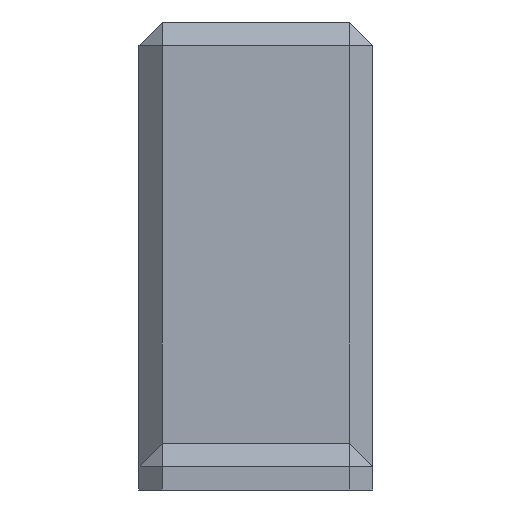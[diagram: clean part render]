
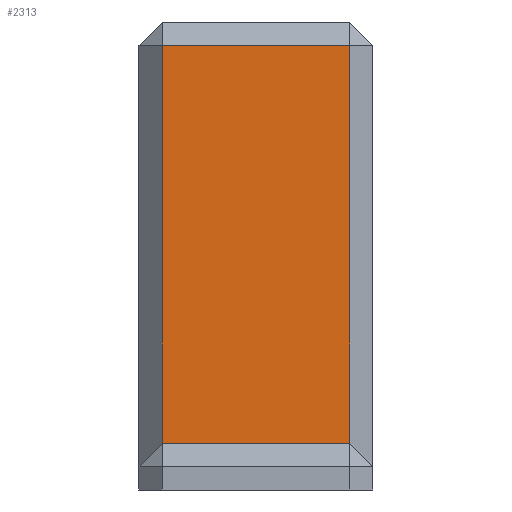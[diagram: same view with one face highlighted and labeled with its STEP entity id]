
A CAD part, left-side view. The second image highlights one B-rep face of the part: STEP entity #2313.
In plain terms, the highlighted planar face has unit normal (-1, 0, 0).
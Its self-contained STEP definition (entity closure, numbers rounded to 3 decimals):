
#674 = PLANE('',#675);
#675 = AXIS2_PLACEMENT_3D('',#676,#677,#678);
#676 = CARTESIAN_POINT('',(59.5,8.,2.));
#677 = DIRECTION('',(0.,0.,1.));
#678 = DIRECTION('',(1.,0.,0.));
#735 = PLANE('',#736);
#736 = AXIS2_PLACEMENT_3D('',#737,#738,#739);
#737 = CARTESIAN_POINT('',(66.5,17.5,2.));
#738 = DIRECTION('',(0.707,-0.707,0.));
#739 = DIRECTION('',(0.,0.,1.));
#1119 = PLANE('',#1120);
#1120 = AXIS2_PLACEMENT_3D('',#1121,#1122,#1123);
#1121 = CARTESIAN_POINT('',(66.5,8.5,2.));
#1122 = DIRECTION('',(0.707,0.707,0.));
#1123 = DIRECTION('',(-0.,0.,-1.));
#1511 = EDGE_CURVE('',#1512,#1514,#1516,.T.);
#1512 = VERTEX_POINT('',#1513);
#1513 = CARTESIAN_POINT('',(66.,9.,2.));
#1514 = VERTEX_POINT('',#1515);
#1515 = CARTESIAN_POINT('',(66.,17.,2.));
#1516 = SURFACE_CURVE('',#1517,(#1521,#1527),.PCURVE_S1.);
#1517 = LINE('',#1518,#1519);
#1518 = CARTESIAN_POINT('',(66.,8.,2.));
#1519 = VECTOR('',#1520,1.);
#1520 = DIRECTION('',(0.,1.,0.));
#1521 = PCURVE('',#674,#1522);
#1522 = DEFINITIONAL_REPRESENTATION('',(#1523),#1526);
#1523 = B_SPLINE_CURVE_WITH_KNOTS('',1,(#1524,#1525),.UNSPECIFIED.,.F.,
  .F.,(2,2),(0.,10.),.PIECEWISE_BEZIER_KNOTS.);
#1524 = CARTESIAN_POINT('',(6.5,0.));
#1525 = CARTESIAN_POINT('',(6.5,10.));
#1526 = ( GEOMETRIC_REPRESENTATION_CONTEXT(2) 
PARAMETRIC_REPRESENTATION_CONTEXT() REPRESENTATION_CONTEXT('2D SPACE',''
  ) );
#1527 = PCURVE('',#1528,#1533);
#1528 = PLANE('',#1529);
#1529 = AXIS2_PLACEMENT_3D('',#1530,#1531,#1532);
#1530 = CARTESIAN_POINT('',(66.,8.,0.));
#1531 = DIRECTION('',(1.,0.,0.));
#1532 = DIRECTION('',(0.,0.,1.));
#1533 = DEFINITIONAL_REPRESENTATION('',(#1534),#1537);
#1534 = B_SPLINE_CURVE_WITH_KNOTS('',1,(#1535,#1536),.UNSPECIFIED.,.F.,
  .F.,(2,2),(0.,10.),.PIECEWISE_BEZIER_KNOTS.);
#1535 = CARTESIAN_POINT('',(2.,0.));
#1536 = CARTESIAN_POINT('',(2.,-10.));
#1537 = ( GEOMETRIC_REPRESENTATION_CONTEXT(2) 
PARAMETRIC_REPRESENTATION_CONTEXT() REPRESENTATION_CONTEXT('2D SPACE',''
  ) );
#1689 = VERTEX_POINT('',#1690);
#1690 = CARTESIAN_POINT('',(66.,17.,19.));
#1716 = EDGE_CURVE('',#1514,#1689,#1717,.T.);
#1717 = SURFACE_CURVE('',#1718,(#1722,#1729),.PCURVE_S1.);
#1718 = LINE('',#1719,#1720);
#1719 = CARTESIAN_POINT('',(66.,17.,2.));
#1720 = VECTOR('',#1721,1.);
#1721 = DIRECTION('',(0.,0.,1.));
#1722 = PCURVE('',#735,#1723);
#1723 = DEFINITIONAL_REPRESENTATION('',(#1724),#1728);
#1724 = LINE('',#1725,#1726);
#1725 = CARTESIAN_POINT('',(0.,0.707));
#1726 = VECTOR('',#1727,1.);
#1727 = DIRECTION('',(1.,0.));
#1728 = ( GEOMETRIC_REPRESENTATION_CONTEXT(2) 
PARAMETRIC_REPRESENTATION_CONTEXT() REPRESENTATION_CONTEXT('2D SPACE',''
  ) );
#1729 = PCURVE('',#1528,#1730);
#1730 = DEFINITIONAL_REPRESENTATION('',(#1731),#1735);
#1731 = LINE('',#1732,#1733);
#1732 = CARTESIAN_POINT('',(2.,-9.));
#1733 = VECTOR('',#1734,1.);
#1734 = DIRECTION('',(1.,0.));
#1735 = ( GEOMETRIC_REPRESENTATION_CONTEXT(2) 
PARAMETRIC_REPRESENTATION_CONTEXT() REPRESENTATION_CONTEXT('2D SPACE',''
  ) );
#2050 = VERTEX_POINT('',#2051);
#2051 = CARTESIAN_POINT('',(66.,9.,19.));
#2077 = EDGE_CURVE('',#1512,#2050,#2078,.T.);
#2078 = SURFACE_CURVE('',#2079,(#2083,#2090),.PCURVE_S1.);
#2079 = LINE('',#2080,#2081);
#2080 = CARTESIAN_POINT('',(66.,9.,2.));
#2081 = VECTOR('',#2082,1.);
#2082 = DIRECTION('',(0.,0.,1.));
#2083 = PCURVE('',#1119,#2084);
#2084 = DEFINITIONAL_REPRESENTATION('',(#2085),#2089);
#2085 = LINE('',#2086,#2087);
#2086 = CARTESIAN_POINT('',(-0.,0.707));
#2087 = VECTOR('',#2088,1.);
#2088 = DIRECTION('',(-1.,0.));
#2089 = ( GEOMETRIC_REPRESENTATION_CONTEXT(2) 
PARAMETRIC_REPRESENTATION_CONTEXT() REPRESENTATION_CONTEXT('2D SPACE',''
  ) );
#2090 = PCURVE('',#1528,#2091);
#2091 = DEFINITIONAL_REPRESENTATION('',(#2092),#2096);
#2092 = LINE('',#2093,#2094);
#2093 = CARTESIAN_POINT('',(2.,-1.));
#2094 = VECTOR('',#2095,1.);
#2095 = DIRECTION('',(1.,0.));
#2096 = ( GEOMETRIC_REPRESENTATION_CONTEXT(2) 
PARAMETRIC_REPRESENTATION_CONTEXT() REPRESENTATION_CONTEXT('2D SPACE',''
  ) );
#2296 = PLANE('',#2297);
#2297 = AXIS2_PLACEMENT_3D('',#2298,#2299,#2300);
#2298 = CARTESIAN_POINT('',(66.5,8.,19.5));
#2299 = DIRECTION('',(0.707,0.,-0.707));
#2300 = DIRECTION('',(-0.,-1.,-0.));
#2313 = ADVANCED_FACE('',(#2314),#1528,.F.);
#2314 = FACE_BOUND('',#2315,.F.);
#2315 = EDGE_LOOP('',(#2316,#2317,#2318,#2339));
#2316 = ORIENTED_EDGE('',*,*,#1511,.T.);
#2317 = ORIENTED_EDGE('',*,*,#1716,.T.);
#2318 = ORIENTED_EDGE('',*,*,#2319,.F.);
#2319 = EDGE_CURVE('',#2050,#1689,#2320,.T.);
#2320 = SURFACE_CURVE('',#2321,(#2325,#2332),.PCURVE_S1.);
#2321 = LINE('',#2322,#2323);
#2322 = CARTESIAN_POINT('',(66.,8.,19.));
#2323 = VECTOR('',#2324,1.);
#2324 = DIRECTION('',(0.,1.,0.));
#2325 = PCURVE('',#1528,#2326);
#2326 = DEFINITIONAL_REPRESENTATION('',(#2327),#2331);
#2327 = LINE('',#2328,#2329);
#2328 = CARTESIAN_POINT('',(19.,0.));
#2329 = VECTOR('',#2330,1.);
#2330 = DIRECTION('',(0.,-1.));
#2331 = ( GEOMETRIC_REPRESENTATION_CONTEXT(2) 
PARAMETRIC_REPRESENTATION_CONTEXT() REPRESENTATION_CONTEXT('2D SPACE',''
  ) );
#2332 = PCURVE('',#2296,#2333);
#2333 = DEFINITIONAL_REPRESENTATION('',(#2334),#2338);
#2334 = LINE('',#2335,#2336);
#2335 = CARTESIAN_POINT('',(-0.,0.707));
#2336 = VECTOR('',#2337,1.);
#2337 = DIRECTION('',(-1.,0.));
#2338 = ( GEOMETRIC_REPRESENTATION_CONTEXT(2) 
PARAMETRIC_REPRESENTATION_CONTEXT() REPRESENTATION_CONTEXT('2D SPACE',''
  ) );
#2339 = ORIENTED_EDGE('',*,*,#2077,.F.);
